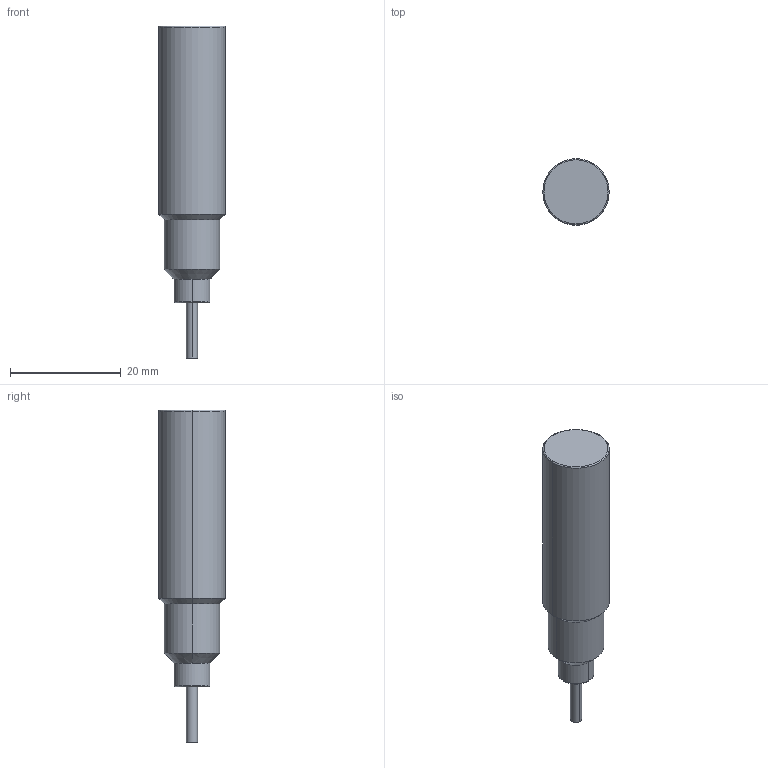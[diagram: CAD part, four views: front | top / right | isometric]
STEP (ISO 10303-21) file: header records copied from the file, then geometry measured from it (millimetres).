
FILE_DESCRIPTION((''),'2;1');
FILE_NAME('PRT0001_SW0002','2012-02-16T',('dhelisch'),(''),'PRO/ENGINEER BY PARAMETRIC TECHNOLOGY CORPORATION, 2007250','PRO/ENGINEER BY PARAMETRIC TECHNOLOGY CORPORATION, 2007250','');
FILE_SCHEMA(('CONFIG_CONTROL_DESIGN'));
Length unit declared in the file: millimetre
Products named in the file (1): PRT0001_SW0002
Bounding box: 12 x 12 x 60 mm (x, y, z)
Surface area: 1968.4 mm2 (no closed solid volume)
Topology: 0 solids, 1 shells, 19 faces, 89 edges, 124 vertices
Faces by surface type: cylinder 8, torus 4, cone 4, plane 3
Entity records: 1201 total; most frequent: DIRECTION 171, CARTESIAN_POINT 131, ORIENTED_EDGE 76, PRESENTATION_STYLE_ASSIGNMENT 71, STYLED_ITEM 71, COLOUR_RGB 68, AXIS2_PLACEMENT_3D 62, CURVE_STYLE 52
